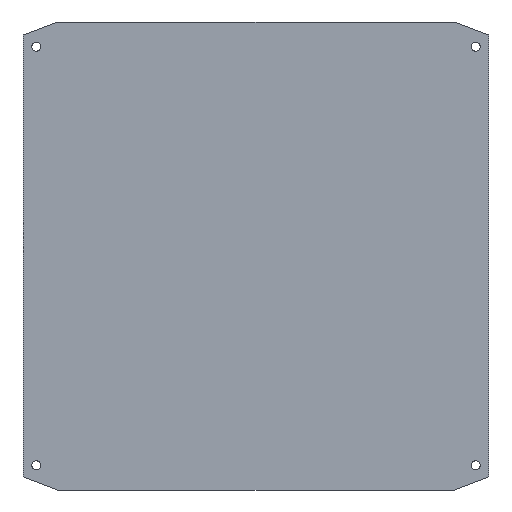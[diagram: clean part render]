
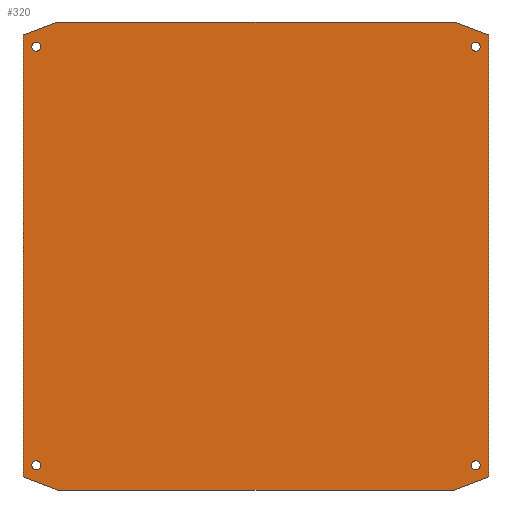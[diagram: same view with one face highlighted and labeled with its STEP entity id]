
A CAD part, front view. The second image highlights one B-rep face of the part: STEP entity #320.
In plain terms, the highlighted planar face has unit normal (0, -1, 0).
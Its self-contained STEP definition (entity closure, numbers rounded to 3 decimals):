
#1=CARTESIAN_POINT('',(-169.,0.,-161.));
#2=DIRECTION('',(0.,-1.,0.));
#3=DIRECTION('',(1.,0.,0.));
#4=AXIS2_PLACEMENT_3D('',#1,#2,#3);
#6=CARTESIAN_POINT('',(-169.,0.,-161.));
#7=DIRECTION('',(0.,-1.,0.));
#8=DIRECTION('',(-1.,0.,0.));
#9=AXIS2_PLACEMENT_3D('',#6,#7,#8);
#11=CARTESIAN_POINT('',(169.,0.,-161.));
#12=DIRECTION('',(0.,-1.,0.));
#13=DIRECTION('',(1.,0.,0.));
#14=AXIS2_PLACEMENT_3D('',#11,#12,#13);
#16=CARTESIAN_POINT('',(169.,0.,-161.));
#17=DIRECTION('',(0.,-1.,0.));
#18=DIRECTION('',(-1.,0.,0.));
#19=AXIS2_PLACEMENT_3D('',#16,#17,#18);
#21=CARTESIAN_POINT('',(169.,0.,161.));
#22=DIRECTION('',(0.,-1.,0.));
#23=DIRECTION('',(1.,0.,0.));
#24=AXIS2_PLACEMENT_3D('',#21,#22,#23);
#26=CARTESIAN_POINT('',(169.,0.,161.));
#27=DIRECTION('',(0.,-1.,0.));
#28=DIRECTION('',(-1.,0.,0.));
#29=AXIS2_PLACEMENT_3D('',#26,#27,#28);
#31=CARTESIAN_POINT('',(-169.,0.,161.));
#32=DIRECTION('',(0.,-1.,0.));
#33=DIRECTION('',(1.,0.,0.));
#34=AXIS2_PLACEMENT_3D('',#31,#32,#33);
#36=CARTESIAN_POINT('',(-169.,0.,161.));
#37=DIRECTION('',(0.,-1.,0.));
#38=DIRECTION('',(-1.,0.,0.));
#39=AXIS2_PLACEMENT_3D('',#36,#37,#38);
#41=DIRECTION('',(0.936,0.,0.353));
#42=VECTOR('',#41,28.324);
#43=CARTESIAN_POINT('',(-179.,0.,170.));
#44=LINE('',#43,#42);
#45=DIRECTION('',(1.,0.,0.));
#46=VECTOR('',#45,305.);
#47=CARTESIAN_POINT('',(-152.5,0.,180.));
#48=LINE('',#47,#46);
#49=DIRECTION('',(0.936,0.,-0.353));
#50=VECTOR('',#49,28.324);
#51=CARTESIAN_POINT('',(152.5,0.,180.));
#52=LINE('',#51,#50);
#53=DIRECTION('',(0.,0.,-1.));
#54=VECTOR('',#53,340.);
#55=CARTESIAN_POINT('',(179.,0.,170.));
#56=LINE('',#55,#54);
#57=DIRECTION('',(-0.936,0.,-0.353));
#58=VECTOR('',#57,28.324);
#59=CARTESIAN_POINT('',(179.,0.,-170.));
#60=LINE('',#59,#58);
#61=DIRECTION('',(-1.,0.,0.));
#62=VECTOR('',#61,305.);
#63=CARTESIAN_POINT('',(152.5,0.,-180.));
#64=LINE('',#63,#62);
#65=DIRECTION('',(-0.936,0.,0.353));
#66=VECTOR('',#65,28.324);
#67=CARTESIAN_POINT('',(-152.5,0.,-180.));
#68=LINE('',#67,#66);
#69=DIRECTION('',(0.,0.,1.));
#70=VECTOR('',#69,340.);
#71=CARTESIAN_POINT('',(-179.,0.,-170.));
#72=LINE('',#71,#70);
#209=CARTESIAN_POINT('',(-165.5,0.,-161.));
#210=CARTESIAN_POINT('',(-172.5,0.,-161.));
#211=VERTEX_POINT('',#209);
#212=VERTEX_POINT('',#210);
#213=CARTESIAN_POINT('',(172.5,0.,-161.));
#214=CARTESIAN_POINT('',(165.5,0.,-161.));
#215=VERTEX_POINT('',#213);
#216=VERTEX_POINT('',#214);
#217=CARTESIAN_POINT('',(172.5,0.,161.));
#218=CARTESIAN_POINT('',(165.5,0.,161.));
#219=VERTEX_POINT('',#217);
#220=VERTEX_POINT('',#218);
#221=CARTESIAN_POINT('',(-165.5,0.,161.));
#222=CARTESIAN_POINT('',(-172.5,0.,161.));
#223=VERTEX_POINT('',#221);
#224=VERTEX_POINT('',#222);
#225=CARTESIAN_POINT('',(-179.,0.,170.));
#226=CARTESIAN_POINT('',(-152.5,0.,180.));
#227=VERTEX_POINT('',#225);
#228=VERTEX_POINT('',#226);
#229=CARTESIAN_POINT('',(152.5,0.,180.));
#230=VERTEX_POINT('',#229);
#231=CARTESIAN_POINT('',(179.,0.,170.));
#232=VERTEX_POINT('',#231);
#233=CARTESIAN_POINT('',(179.,0.,-170.));
#234=VERTEX_POINT('',#233);
#235=CARTESIAN_POINT('',(152.5,0.,-180.));
#236=VERTEX_POINT('',#235);
#237=CARTESIAN_POINT('',(-152.5,0.,-180.));
#238=VERTEX_POINT('',#237);
#239=CARTESIAN_POINT('',(-179.,0.,-170.));
#240=VERTEX_POINT('',#239);
#273=CARTESIAN_POINT('',(0.,0.,0.));
#274=DIRECTION('',(0.,1.,0.));
#275=DIRECTION('',(1.,0.,0.));
#276=AXIS2_PLACEMENT_3D('',#273,#274,#275);
#277=PLANE('',#276);
#279=ORIENTED_EDGE('',*,*,#278,.T.);
#281=ORIENTED_EDGE('',*,*,#280,.T.);
#283=ORIENTED_EDGE('',*,*,#282,.T.);
#285=ORIENTED_EDGE('',*,*,#284,.T.);
#287=ORIENTED_EDGE('',*,*,#286,.T.);
#289=ORIENTED_EDGE('',*,*,#288,.T.);
#291=ORIENTED_EDGE('',*,*,#290,.T.);
#293=ORIENTED_EDGE('',*,*,#292,.T.);
#294=EDGE_LOOP('',(#279,#281,#283,#285,#287,#289,#291,#293));
#295=FACE_OUTER_BOUND('',#294,.F.);
#297=ORIENTED_EDGE('',*,*,#296,.T.);
#299=ORIENTED_EDGE('',*,*,#298,.T.);
#300=EDGE_LOOP('',(#297,#299));
#301=FACE_BOUND('',#300,.F.);
#303=ORIENTED_EDGE('',*,*,#302,.T.);
#305=ORIENTED_EDGE('',*,*,#304,.T.);
#306=EDGE_LOOP('',(#303,#305));
#307=FACE_BOUND('',#306,.F.);
#309=ORIENTED_EDGE('',*,*,#308,.T.);
#311=ORIENTED_EDGE('',*,*,#310,.T.);
#312=EDGE_LOOP('',(#309,#311));
#313=FACE_BOUND('',#312,.F.);
#315=ORIENTED_EDGE('',*,*,#314,.T.);
#317=ORIENTED_EDGE('',*,*,#316,.T.);
#318=EDGE_LOOP('',(#315,#317));
#319=FACE_BOUND('',#318,.F.);
#320=ADVANCED_FACE('',(#295,#301,#307,#313,#319),#277,.F.);
#5=CIRCLE('',#4,3.5);
#10=CIRCLE('',#9,3.5);
#15=CIRCLE('',#14,3.5);
#20=CIRCLE('',#19,3.5);
#25=CIRCLE('',#24,3.5);
#30=CIRCLE('',#29,3.5);
#35=CIRCLE('',#34,3.5);
#40=CIRCLE('',#39,3.5);
#278=EDGE_CURVE('',#227,#228,#44,.T.);
#280=EDGE_CURVE('',#228,#230,#48,.T.);
#282=EDGE_CURVE('',#230,#232,#52,.T.);
#284=EDGE_CURVE('',#232,#234,#56,.T.);
#286=EDGE_CURVE('',#234,#236,#60,.T.);
#288=EDGE_CURVE('',#236,#238,#64,.T.);
#290=EDGE_CURVE('',#238,#240,#68,.T.);
#292=EDGE_CURVE('',#240,#227,#72,.T.);
#296=EDGE_CURVE('',#215,#216,#15,.T.);
#298=EDGE_CURVE('',#216,#215,#20,.T.);
#302=EDGE_CURVE('',#219,#220,#25,.T.);
#304=EDGE_CURVE('',#220,#219,#30,.T.);
#308=EDGE_CURVE('',#223,#224,#35,.T.);
#310=EDGE_CURVE('',#224,#223,#40,.T.);
#314=EDGE_CURVE('',#211,#212,#5,.T.);
#316=EDGE_CURVE('',#212,#211,#10,.T.);
